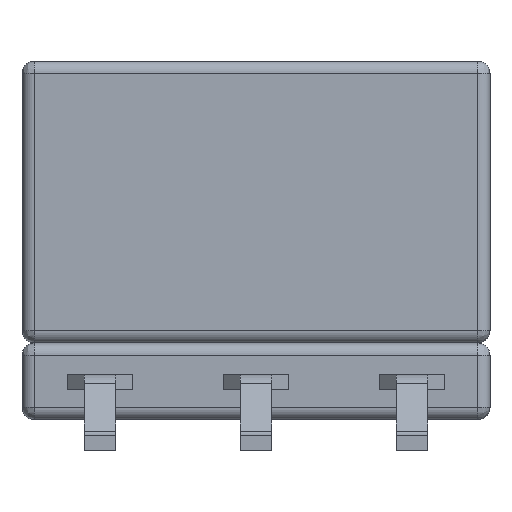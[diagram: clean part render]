
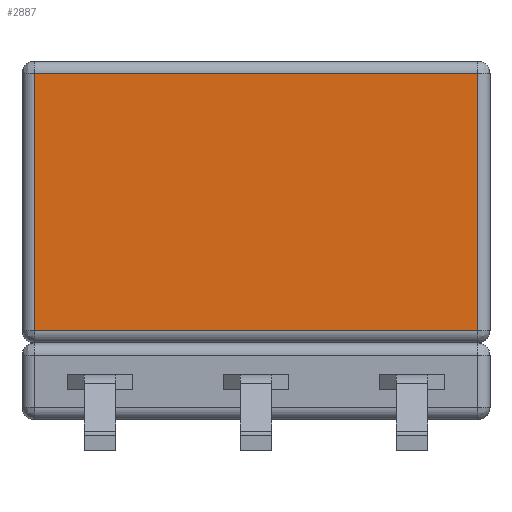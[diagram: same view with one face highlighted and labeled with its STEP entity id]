
A CAD part, left-side view. The second image highlights one B-rep face of the part: STEP entity #2887.
In plain terms, the highlighted planar face has unit normal (-1, 0, 0).
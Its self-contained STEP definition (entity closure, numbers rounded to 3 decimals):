
#14 = PLANE ( 'NONE',  #2227 ) ;
#21 = ORIENTED_EDGE ( 'NONE', *, *, #1511, .T. ) ;
#282 = DIRECTION ( 'NONE',  ( 0., 0., -1. ) ) ;
#403 = DIRECTION ( 'NONE',  ( 0., 1., 0. ) ) ;
#612 = CARTESIAN_POINT ( 'NONE',  ( -3.43, -3.61, 1.76 ) ) ;
#750 = LINE ( 'NONE', #1846, #2217 ) ;
#876 = CARTESIAN_POINT ( 'NONE',  ( -3.43, -3.81, 6.15 ) ) ;
#956 = EDGE_CURVE ( 'NONE', #4906, #2656, #2481, .T. ) ;
#1152 = DIRECTION ( 'NONE',  ( -1., 0., 0. ) ) ;
#1194 = CARTESIAN_POINT ( 'NONE',  ( -3.43, 3.61, 6.15 ) ) ;
#1278 = CARTESIAN_POINT ( 'NONE',  ( -3.43, -3.61, 6.15 ) ) ;
#1399 = ORIENTED_EDGE ( 'NONE', *, *, #3552, .F. ) ;
#1421 = EDGE_CURVE ( 'NONE', #3267, #4020, #750, .T. ) ;
#1511 = EDGE_CURVE ( 'NONE', #2656, #3267, #3840, .T. ) ;
#1512 = ORIENTED_EDGE ( 'NONE', *, *, #956, .T. ) ;
#1724 = CARTESIAN_POINT ( 'NONE',  ( -3.43, -3.81, 1.96 ) ) ;
#1846 = CARTESIAN_POINT ( 'NONE',  ( -3.43, 3.61, 1.76 ) ) ;
#1888 = CARTESIAN_POINT ( 'NONE',  ( -3.43, 3.61, 1.96 ) ) ;
#2217 = VECTOR ( 'NONE', #282, 1000. ) ;
#2227 = AXIS2_PLACEMENT_3D ( 'NONE', #4556, #1152, #4897 ) ;
#2481 = LINE ( 'NONE', #612, #4242 ) ;
#2656 = VERTEX_POINT ( 'NONE', #1278 ) ;
#2855 = DIRECTION ( 'NONE',  ( 0., 1., 0. ) ) ;
#2887 = ADVANCED_FACE ( 'NONE', ( #2997 ), #14, .T. ) ;
#2972 = ORIENTED_EDGE ( 'NONE', *, *, #1421, .T. ) ;
#2997 = FACE_OUTER_BOUND ( 'NONE', #3685, .T. ) ;
#3238 = VECTOR ( 'NONE', #403, 1000. ) ;
#3267 = VERTEX_POINT ( 'NONE', #1194 ) ;
#3552 = EDGE_CURVE ( 'NONE', #4906, #4020, #4779, .T. ) ;
#3648 = CARTESIAN_POINT ( 'NONE',  ( -3.43, -3.61, 1.96 ) ) ;
#3685 = EDGE_LOOP ( 'NONE', ( #1512, #21, #2972, #1399 ) ) ;
#3812 = VECTOR ( 'NONE', #2855, 1000. ) ;
#3840 = LINE ( 'NONE', #876, #3238 ) ;
#3994 = DIRECTION ( 'NONE',  ( 0., 0., 1. ) ) ;
#4020 = VERTEX_POINT ( 'NONE', #1888 ) ;
#4242 = VECTOR ( 'NONE', #3994, 1000. ) ;
#4556 = CARTESIAN_POINT ( 'NONE',  ( -3.43, -3.81, 1.76 ) ) ;
#4779 = LINE ( 'NONE', #1724, #3812 ) ;
#4897 = DIRECTION ( 'NONE',  ( 0., 0., 1. ) ) ;
#4906 = VERTEX_POINT ( 'NONE', #3648 ) ;
